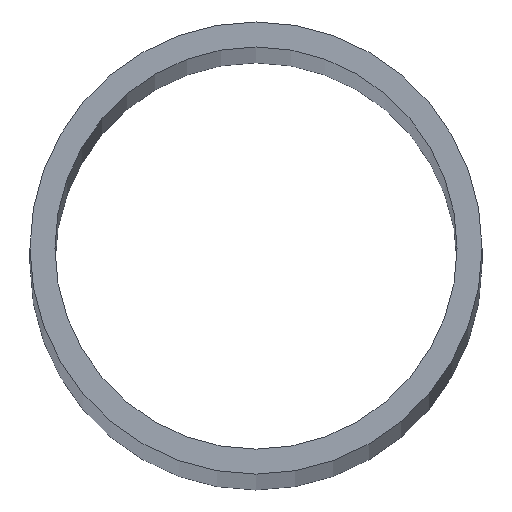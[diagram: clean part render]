
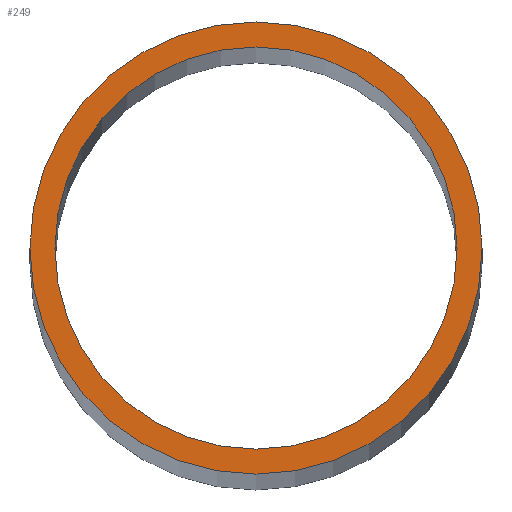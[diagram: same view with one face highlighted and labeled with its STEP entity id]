
A CAD part, top view. The second image highlights one B-rep face of the part: STEP entity #249.
In plain terms, the highlighted planar face has unit normal (0, 0, 1).
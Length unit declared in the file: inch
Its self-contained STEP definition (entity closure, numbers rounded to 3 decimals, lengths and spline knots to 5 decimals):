
#2 = EDGE_CURVE ( 'NONE', #237, #11, #231, .T. ) ;
#4 = VERTEX_POINT ( 'NONE', #87 ) ;
#8 = DIRECTION ( 'NONE',  ( 0., 0., 1. ) ) ;
#11 = VERTEX_POINT ( 'NONE', #219 ) ;
#16 = EDGE_CURVE ( 'NONE', #4, #68, #184, .T. ) ;
#25 = FACE_BOUND ( 'NONE', #221, .T. ) ;
#26 = AXIS2_PLACEMENT_3D ( 'NONE', #178, #115, #29 ) ;
#27 = EDGE_LOOP ( 'NONE', ( #63, #39 ) ) ;
#29 = DIRECTION ( 'NONE',  ( 1., 0., 0. ) ) ;
#39 = ORIENTED_EDGE ( 'NONE', *, *, #16, .T. ) ;
#42 = CARTESIAN_POINT ( 'NONE',  ( -4.781, 0., 216. ) ) ;
#58 = EDGE_CURVE ( 'NONE', #11, #237, #222, .T. ) ;
#63 = ORIENTED_EDGE ( 'NONE', *, *, #164, .T. ) ;
#68 = VERTEX_POINT ( 'NONE', #91 ) ;
#80 = AXIS2_PLACEMENT_3D ( 'NONE', #119, #8, #85 ) ;
#84 = AXIS2_PLACEMENT_3D ( 'NONE', #89, #203, #125 ) ;
#85 = DIRECTION ( 'NONE',  ( 1., 0., 0. ) ) ;
#87 = CARTESIAN_POINT ( 'NONE',  ( 5.375, 0., 216. ) ) ;
#89 = CARTESIAN_POINT ( 'NONE',  ( 0., 0., 216. ) ) ;
#91 = CARTESIAN_POINT ( 'NONE',  ( -5.375, 0., 216. ) ) ;
#96 = CIRCLE ( 'NONE', #80, 5.375 ) ;
#102 = CARTESIAN_POINT ( 'NONE',  ( 0., 0., 216. ) ) ;
#106 = PLANE ( 'NONE',  #147 ) ;
#115 = DIRECTION ( 'NONE',  ( 0., 0., 1. ) ) ;
#119 = CARTESIAN_POINT ( 'NONE',  ( 0., 0., 216. ) ) ;
#121 = FACE_OUTER_BOUND ( 'NONE', #27, .T. ) ;
#125 = DIRECTION ( 'NONE',  ( 1., 0., 0. ) ) ;
#146 = DIRECTION ( 'NONE',  ( 0., 0., 1. ) ) ;
#147 = AXIS2_PLACEMENT_3D ( 'NONE', #102, #176, #238 ) ;
#153 = AXIS2_PLACEMENT_3D ( 'NONE', #207, #146, #183 ) ;
#164 = EDGE_CURVE ( 'NONE', #68, #4, #96, .T. ) ;
#176 = DIRECTION ( 'NONE',  ( 0., 0., 1. ) ) ;
#178 = CARTESIAN_POINT ( 'NONE',  ( 0., 0., 216. ) ) ;
#183 = DIRECTION ( 'NONE',  ( 1., 0., 0. ) ) ;
#184 = CIRCLE ( 'NONE', #26, 5.375 ) ;
#203 = DIRECTION ( 'NONE',  ( 0., 0., 1. ) ) ;
#207 = CARTESIAN_POINT ( 'NONE',  ( 0., 0., 216. ) ) ;
#215 = ORIENTED_EDGE ( 'NONE', *, *, #58, .F. ) ;
#217 = ORIENTED_EDGE ( 'NONE', *, *, #2, .F. ) ;
#219 = CARTESIAN_POINT ( 'NONE',  ( 4.781, 0., 216. ) ) ;
#221 = EDGE_LOOP ( 'NONE', ( #217, #215 ) ) ;
#222 = CIRCLE ( 'NONE', #153, 4.781 ) ;
#231 = CIRCLE ( 'NONE', #84, 4.781 ) ;
#237 = VERTEX_POINT ( 'NONE', #42 ) ;
#238 = DIRECTION ( 'NONE',  ( 1., 0., 0. ) ) ;
#249 = ADVANCED_FACE ( 'NONE', ( #121, #25 ), #106, .T. ) ;
